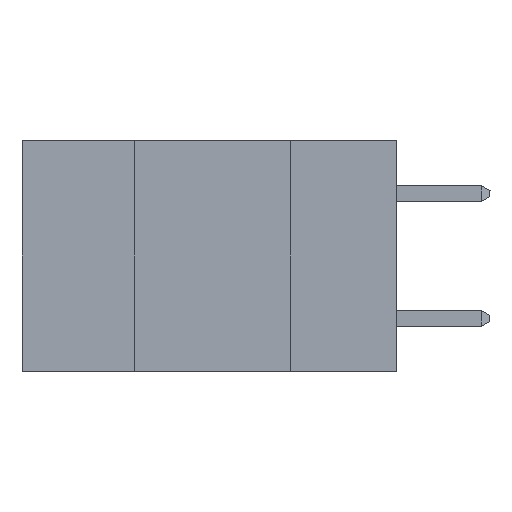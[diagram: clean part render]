
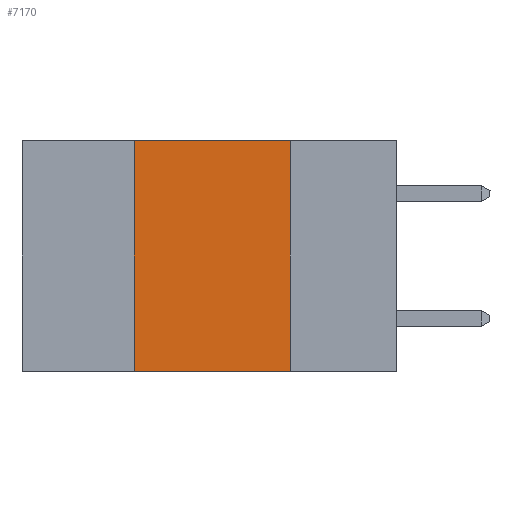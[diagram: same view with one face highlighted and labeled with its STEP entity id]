
A CAD part, left-side view. The second image highlights one B-rep face of the part: STEP entity #7170.
In plain terms, the highlighted planar face has unit normal (-1, 0, 0).
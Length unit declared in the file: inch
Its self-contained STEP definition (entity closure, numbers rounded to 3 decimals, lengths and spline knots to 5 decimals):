
#836 = EDGE_LOOP ( 'NONE', ( #16006, #18677, #12547, #15686 ) ) ;
#888 = VERTEX_POINT ( 'NONE', #2602 ) ;
#972 = EDGE_CURVE ( 'NONE', #14546, #9943, #1932, .T. ) ;
#1354 = DIRECTION ( 'NONE',  ( 0., -1., 0. ) ) ;
#1622 = LINE ( 'NONE', #10546, #6146 ) ;
#1932 = LINE ( 'NONE', #9032, #17048 ) ;
#2602 = CARTESIAN_POINT ( 'NONE',  ( 0., 0.17, -0.37 ) ) ;
#3219 = LINE ( 'NONE', #4890, #19041 ) ;
#4060 = EDGE_CURVE ( 'NONE', #6029, #888, #1622, .T. ) ;
#4890 = CARTESIAN_POINT ( 'NONE',  ( 0., 0.17, 0. ) ) ;
#5312 = FACE_OUTER_BOUND ( 'NONE', #836, .T. ) ;
#5483 = DIRECTION ( 'NONE',  ( 0., 0., 1. ) ) ;
#6029 = VERTEX_POINT ( 'NONE', #13989 ) ;
#6146 = VECTOR ( 'NONE', #19581, 39.37008 ) ;
#6909 = VECTOR ( 'NONE', #5483, 39.37008 ) ;
#7004 = CARTESIAN_POINT ( 'NONE',  ( 0., 0.42, 0. ) ) ;
#7170 = ADVANCED_FACE ( 'NONE', ( #5312 ), #10423, .F. ) ;
#7247 = CARTESIAN_POINT ( 'NONE',  ( 0., 0.6, 0. ) ) ;
#8664 = EDGE_CURVE ( 'NONE', #6029, #14546, #15577, .T. ) ;
#9032 = CARTESIAN_POINT ( 'NONE',  ( 0., 0.6, 0. ) ) ;
#9137 = AXIS2_PLACEMENT_3D ( 'NONE', #7247, #14877, #14815 ) ;
#9943 = VERTEX_POINT ( 'NONE', #12558 ) ;
#10423 = PLANE ( 'NONE',  #9137 ) ;
#10546 = CARTESIAN_POINT ( 'NONE',  ( 0., 0.6, -0.37 ) ) ;
#10715 = DIRECTION ( 'NONE',  ( 0., 0., -1. ) ) ;
#12275 = EDGE_CURVE ( 'NONE', #9943, #888, #3219, .T. ) ;
#12547 = ORIENTED_EDGE ( 'NONE', *, *, #8664, .F. ) ;
#12558 = CARTESIAN_POINT ( 'NONE',  ( 0., 0.17, 0. ) ) ;
#13989 = CARTESIAN_POINT ( 'NONE',  ( 0., 0.42, -0.37 ) ) ;
#14546 = VERTEX_POINT ( 'NONE', #7004 ) ;
#14815 = DIRECTION ( 'NONE',  ( 0., 0., -1. ) ) ;
#14877 = DIRECTION ( 'NONE',  ( 1., 0., 0. ) ) ;
#15577 = LINE ( 'NONE', #17708, #6909 ) ;
#15686 = ORIENTED_EDGE ( 'NONE', *, *, #4060, .T. ) ;
#16006 = ORIENTED_EDGE ( 'NONE', *, *, #12275, .F. ) ;
#17048 = VECTOR ( 'NONE', #1354, 39.37008 ) ;
#17708 = CARTESIAN_POINT ( 'NONE',  ( 0., 0.42, 0. ) ) ;
#18677 = ORIENTED_EDGE ( 'NONE', *, *, #972, .F. ) ;
#19041 = VECTOR ( 'NONE', #10715, 39.37008 ) ;
#19581 = DIRECTION ( 'NONE',  ( 0., -1., 0. ) ) ;
